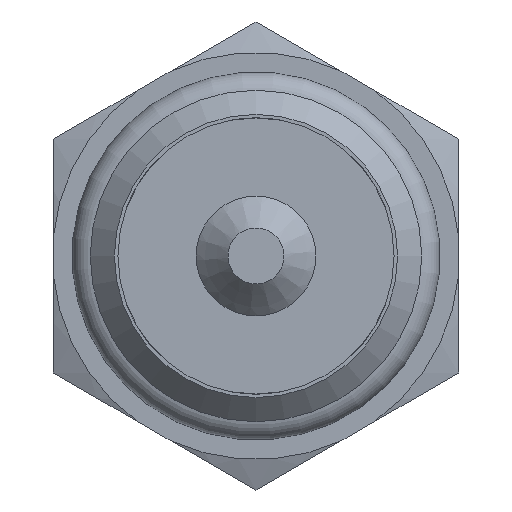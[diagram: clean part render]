
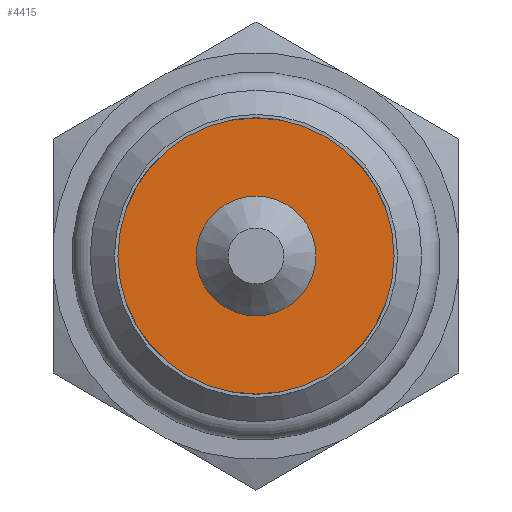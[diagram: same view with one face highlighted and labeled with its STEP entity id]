
A CAD part, left-side view. The second image highlights one B-rep face of the part: STEP entity #4415.
In plain terms, the highlighted planar face has unit normal (-1, 0, 0).
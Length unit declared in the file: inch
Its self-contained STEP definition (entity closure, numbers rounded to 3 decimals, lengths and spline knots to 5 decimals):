
#3813=CARTESIAN_POINT('',(-1.095,-0.1015,0.));
#3814=VERTEX_POINT('',#3813);
#3815=CARTESIAN_POINT('',(-1.095,0.,0.));
#3816=DIRECTION('',(1.0,0.0,0.0));
#3817=DIRECTION('',(0.0,1.0,0.0));
#3818=AXIS2_PLACEMENT_3D('',#3815,#3816,#3817);
#3819=CIRCLE('',#3818,0.1015);
#3820=EDGE_CURVE('',#3814,#3814,#3819,.T.);
#4392=CARTESIAN_POINT('',(-1.095,0.,0.234));
#4393=VERTEX_POINT('',#4392);
#4394=CARTESIAN_POINT('',(-1.095,0.,0.));
#4395=DIRECTION('',(1.0,0.0,0.0));
#4396=DIRECTION('',(0.0,0.0,-1.0));
#4397=AXIS2_PLACEMENT_3D('',#4394,#4395,#4396);
#4398=CIRCLE('',#4397,0.234);
#4399=EDGE_CURVE('',#4393,#4393,#4398,.T.);
#4404=CARTESIAN_POINT('',(-1.095,0.,0.));
#4405=DIRECTION('',(1.0,0.0,0.0));
#4406=DIRECTION('',(0.0,0.0,-1.0));
#4407=AXIS2_PLACEMENT_3D('',#4404,#4405,#4406);
#4408=PLANE('',#4407);
#4409=ORIENTED_EDGE('',*,*,#4399,.F.);
#4410=EDGE_LOOP('',(#4409));
#4411=FACE_OUTER_BOUND('',#4410,.T.);
#4412=ORIENTED_EDGE('',*,*,#3820,.T.);
#4413=EDGE_LOOP('',(#4412));
#4414=FACE_BOUND('',#4413,.T.);
#4415=ADVANCED_FACE('',(#4411,#4414),#4408,.F.);
